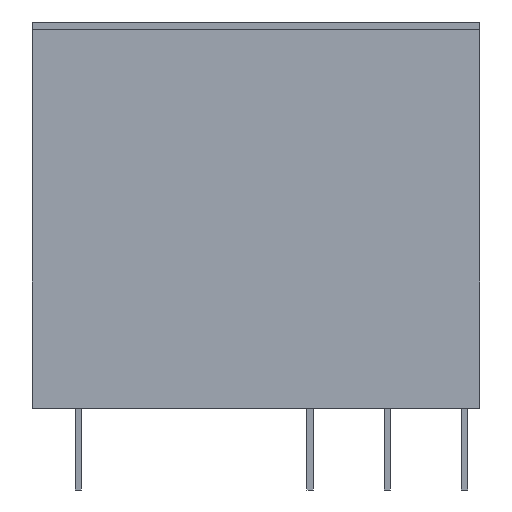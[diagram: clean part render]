
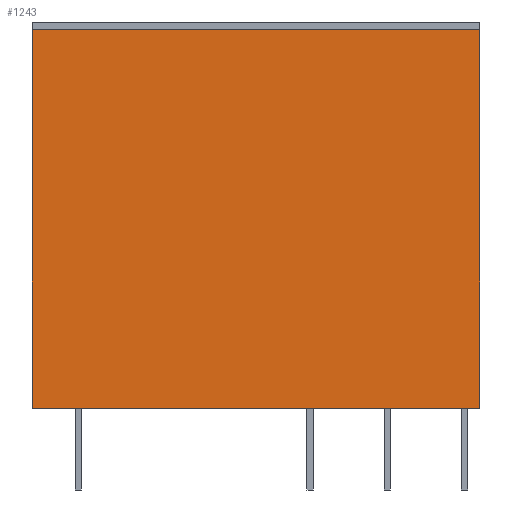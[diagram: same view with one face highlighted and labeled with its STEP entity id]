
A CAD part, front view. The second image highlights one B-rep face of the part: STEP entity #1243.
In plain terms, the highlighted planar face has unit normal (0, -1, 0).
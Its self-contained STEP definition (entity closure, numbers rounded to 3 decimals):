
#13=DIRECTION('',(0.,0.,1.));
#502=DIRECTION('',(0.,-1.,0.));
#519=DIRECTION('',(-1.,0.,0.));
#527=VECTOR('',#519,1.);
#1174=VERTEX_POINT('',#1175);
#1175=CARTESIAN_POINT('',(26.,-9.95,24.5));
#1187=ORIENTED_EDGE('',*,*,#1188,.T.);
#1188=EDGE_CURVE('',#1174,#1189,#1191,.T.);
#1189=VERTEX_POINT('',#1190);
#1190=CARTESIAN_POINT('',(-3.,-9.95,24.5));
#1191=LINE('',#1175,#527);
#1232=VECTOR('',#13,1.);
#1234=EDGE_CURVE('',#1235,#1174,#1237,.T.);
#1235=VERTEX_POINT('',#1236);
#1236=CARTESIAN_POINT('',(26.,-9.95,0.));
#1237=LINE('',#1236,#1232);
#1243=ADVANCED_FACE('',(#1244),#1255,.T.);
#1244=FACE_BOUND('',#1245,.T.);
#1245=EDGE_LOOP('',(#1246,#1187,#1247,#1252));
#1246=ORIENTED_EDGE('',*,*,#1234,.T.);
#1247=ORIENTED_EDGE('',*,*,#1248,.F.);
#1248=EDGE_CURVE('',#1249,#1189,#1251,.T.);
#1249=VERTEX_POINT('',#1250);
#1250=CARTESIAN_POINT('',(-3.,-9.95,0.));
#1251=LINE('',#1250,#1232);
#1252=ORIENTED_EDGE('',*,*,#1253,.F.);
#1253=EDGE_CURVE('',#1235,#1249,#1254,.T.);
#1254=LINE('',#1236,#527);
#1255=PLANE('',#1256);
#1256=AXIS2_PLACEMENT_3D('',#1236,#502,#519);
